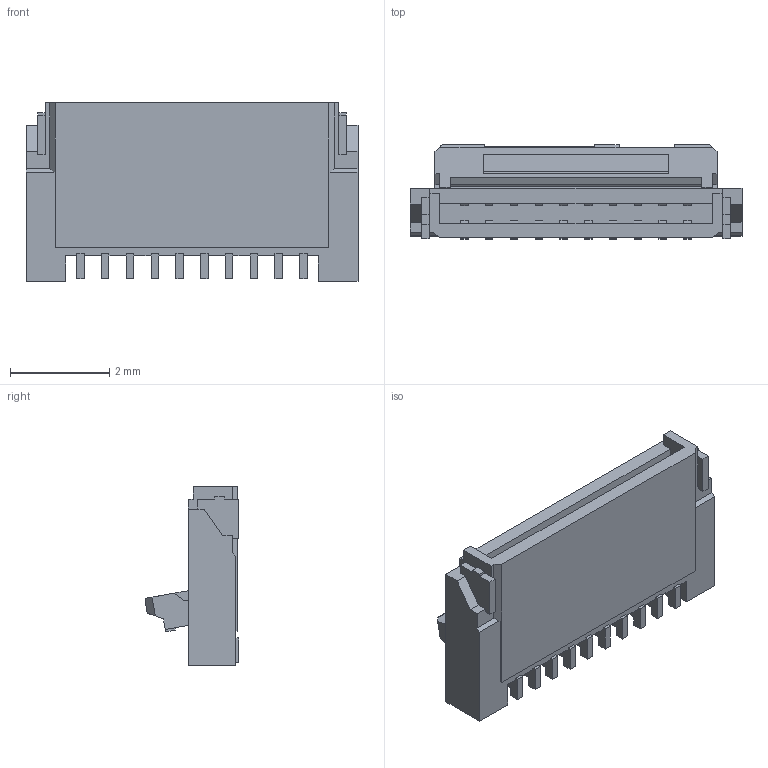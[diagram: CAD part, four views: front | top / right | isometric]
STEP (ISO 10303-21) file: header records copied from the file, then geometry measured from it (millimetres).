
FILE_DESCRIPTION(('STEP AP242'),'1');
FILE_NAME('503480-1000.stp','2021-01-30T17:44:10',('TraceParts'),('TraceParts S.A.'),'Spatial InterOp 3D',' ',' ');
FILE_SCHEMA(('AP242_MANAGED_MODEL_BASED_3D_ENGINEERING_MIM_LF {1 0 10303 442 1 1 4}'));
Length unit declared in the file: millimetre
Products named in the file (1): 503480-1000_1
Bounding box: 6.7 x 1.9 x 3.6 mm (x, y, z)
Volume: 15.8 mm3; surface area: 118.7 mm2
Topology: 1 solids, 1 shells, 470 faces, 1351 edges, 962 vertices
Faces by surface type: plane 424, cylinder 46
Entity records: 15185 total; most frequent: CARTESIAN_POINT 2699, ORIENTED_EDGE 2606, DIRECTION 2387, EDGE_CURVE 1303, LINE 1255, VECTOR 1255, VERTEX_POINT 866, AXIS2_PLACEMENT_3D 566
